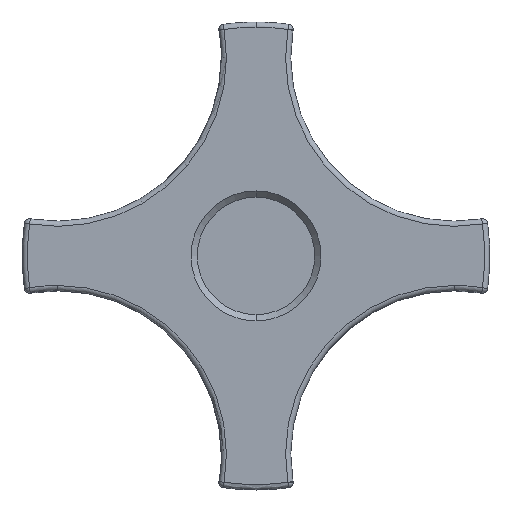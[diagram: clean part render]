
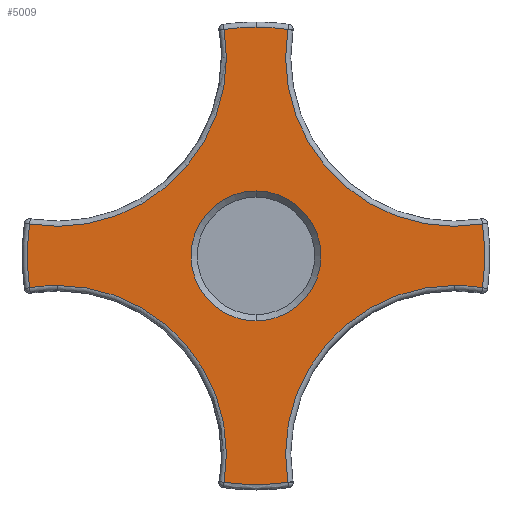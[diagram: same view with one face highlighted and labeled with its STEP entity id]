
A CAD part, top view. The second image highlights one B-rep face of the part: STEP entity #5009.
In plain terms, the highlighted planar face has unit normal (0, 0, 1).
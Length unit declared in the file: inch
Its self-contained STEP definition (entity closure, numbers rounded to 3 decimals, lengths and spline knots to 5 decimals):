
#37 = ORIENTED_EDGE ( 'NONE', *, *, #237, .T. ) ;
#55 = ORIENTED_EDGE ( 'NONE', *, *, #5206, .T. ) ;
#94 = EDGE_CURVE ( 'NONE', #5392, #5184, #6004, .T. ) ;
#103 = ORIENTED_EDGE ( 'NONE', *, *, #94, .T. ) ;
#237 = EDGE_CURVE ( 'NONE', #5182, #5460, #6321, .T. ) ;
#410 = DIRECTION ( 'NONE',  ( 0., 1., 0. ) ) ;
#411 = DIRECTION ( 'NONE',  ( 0., 0., -1. ) ) ;
#412 = CARTESIAN_POINT ( 'NONE',  ( 0., 1.125, 1.5 ) ) ;
#413 = AXIS2_PLACEMENT_3D ( 'NONE', #412, #411, #410 ) ;
#414 = PLANE ( 'NONE',  #413 ) ;
#415 = FACE_BOUND ( 'NONE', #5454, .T. ) ;
#416 = FACE_OUTER_BOUND ( 'NONE', #5002, .T. ) ;
#423 = DIRECTION ( 'NONE',  ( 0., 1., 0. ) ) ;
#424 = DIRECTION ( 'NONE',  ( 0., 0., -1. ) ) ;
#425 = CARTESIAN_POINT ( 'NONE',  ( 0.95459, 0.95459, 1.5 ) ) ;
#426 = AXIS2_PLACEMENT_3D ( 'NONE', #425, #424, #423 ) ;
#427 = CIRCLE ( 'NONE', #426, 0.8125 ) ;
#835 = CARTESIAN_POINT ( 'NONE',  ( 0.15333, -1.08926, 1.5 ) ) ;
#842 = CARTESIAN_POINT ( 'NONE',  ( 0.95459, -0.14209, 1.5 ) ) ;
#905 = DIRECTION ( 'NONE',  ( 0., 1., 0. ) ) ;
#906 = DIRECTION ( 'NONE',  ( 0., 0., -1. ) ) ;
#907 = CARTESIAN_POINT ( 'NONE',  ( 0.95459, -0.95459, 1.5 ) ) ;
#908 = AXIS2_PLACEMENT_3D ( 'NONE', #907, #906, #905 ) ;
#909 = CIRCLE ( 'NONE', #908, 0.8125 ) ;
#1274 = CARTESIAN_POINT ( 'NONE',  ( -1.08926, 0.15333, 1.5 ) ) ;
#1275 = CARTESIAN_POINT ( 'NONE',  ( -0.15333, -1.08926, 1.5 ) ) ;
#1276 = DIRECTION ( 'NONE',  ( 0., 1., 0. ) ) ;
#1277 = DIRECTION ( 'NONE',  ( 0., 0., 1. ) ) ;
#1278 = CARTESIAN_POINT ( 'NONE',  ( 0., 0., 1.5 ) ) ;
#1279 = AXIS2_PLACEMENT_3D ( 'NONE', #1278, #1277, #1276 ) ;
#1284 = CIRCLE ( 'NONE', #1279, 1.1 ) ;
#1317 = CARTESIAN_POINT ( 'NONE',  ( 1.08926, 0.15333, 1.5 ) ) ;
#1318 = DIRECTION ( 'NONE',  ( 0., 1., 0. ) ) ;
#1319 = DIRECTION ( 'NONE',  ( 0., 0., -1. ) ) ;
#1320 = AXIS2_PLACEMENT_3D ( 'NONE', #1326, #1319, #1318 ) ;
#1321 = CIRCLE ( 'NONE', #1320, 0.8125 ) ;
#1326 = CARTESIAN_POINT ( 'NONE',  ( -0.95459, 0.95459, 1.5 ) ) ;
#1329 = DIRECTION ( 'NONE',  ( 0., 1., 0. ) ) ;
#1330 = DIRECTION ( 'NONE',  ( 0., 0., -1. ) ) ;
#1331 = CARTESIAN_POINT ( 'NONE',  ( -0.95459, -0.95459, 1.5 ) ) ;
#1332 = AXIS2_PLACEMENT_3D ( 'NONE', #1331, #1330, #1329 ) ;
#1333 = CIRCLE ( 'NONE', #1332, 0.8125 ) ;
#1349 = DIRECTION ( 'NONE',  ( 0., 1., 0. ) ) ;
#1350 = DIRECTION ( 'NONE',  ( 0., 0., 1. ) ) ;
#1351 = CARTESIAN_POINT ( 'NONE',  ( 0., 0., 1.5 ) ) ;
#1352 = AXIS2_PLACEMENT_3D ( 'NONE', #1351, #1350, #1349 ) ;
#1353 = CIRCLE ( 'NONE', #1352, 1.1 ) ;
#1449 = CARTESIAN_POINT ( 'NONE',  ( 1.08926, -0.15333, 1.5 ) ) ;
#1450 = DIRECTION ( 'NONE',  ( 0., 1., 0. ) ) ;
#1451 = DIRECTION ( 'NONE',  ( 0., 0., 1. ) ) ;
#1452 = CARTESIAN_POINT ( 'NONE',  ( 0., 0., 1.5 ) ) ;
#1453 = AXIS2_PLACEMENT_3D ( 'NONE', #1452, #1451, #1450 ) ;
#1454 = CIRCLE ( 'NONE', #1453, 1.1 ) ;
#1466 = DIRECTION ( 'NONE',  ( 0., -1., 0. ) ) ;
#1467 = DIRECTION ( 'NONE',  ( 0., 0., 1. ) ) ;
#1468 = CARTESIAN_POINT ( 'NONE',  ( 0., 0., 1.5 ) ) ;
#1469 = AXIS2_PLACEMENT_3D ( 'NONE', #1468, #1467, #1466 ) ;
#1470 = CIRCLE ( 'NONE', #1469, 0.3125 ) ;
#2962 = DIRECTION ( 'NONE',  ( 0., -1., 0. ) ) ;
#2963 = DIRECTION ( 'NONE',  ( 0., 0., 1. ) ) ;
#2964 = CARTESIAN_POINT ( 'NONE',  ( 0., 0., 1.5 ) ) ;
#2965 = AXIS2_PLACEMENT_3D ( 'NONE', #2964, #2963, #2962 ) ;
#2966 = CIRCLE ( 'NONE', #2965, 0.3125 ) ;
#2973 = CARTESIAN_POINT ( 'NONE',  ( 0., 0.3125, 1.5 ) ) ;
#3170 = CARTESIAN_POINT ( 'NONE',  ( 0., -0.3125, 1.5 ) ) ;
#4102 = CARTESIAN_POINT ( 'NONE',  ( -0.15333, 1.08926, 1.5 ) ) ;
#4107 = CARTESIAN_POINT ( 'NONE',  ( 0., 1.1, 1.5 ) ) ;
#4361 = EDGE_CURVE ( 'NONE', #8660, #8665, #6859, .T. ) ;
#4388 = VERTEX_POINT ( 'NONE', #6865 ) ;
#4399 = EDGE_CURVE ( 'NONE', #4388, #4404, #6914, .T. ) ;
#4404 = VERTEX_POINT ( 'NONE', #6899 ) ;
#4604 = VERTEX_POINT ( 'NONE', #7355 ) ;
#5002 = EDGE_LOOP ( 'NONE', ( #5008, #5403, #5408, #5411, #5394, #5389, #5401, #103, #55, #37, #5459 ) ) ;
#5005 = EDGE_CURVE ( 'NONE', #5404, #4604, #427, .T. ) ;
#5008 = ORIENTED_EDGE ( 'NONE', *, *, #5005, .T. ) ;
#5009 = ADVANCED_FACE ( 'NONE', ( #416, #415 ), #414, .F. ) ;
#5182 = VERTEX_POINT ( 'NONE', #842 ) ;
#5184 = VERTEX_POINT ( 'NONE', #835 ) ;
#5206 = EDGE_CURVE ( 'NONE', #5184, #5182, #909, .T. ) ;
#5389 = ORIENTED_EDGE ( 'NONE', *, *, #4399, .T. ) ;
#5391 = EDGE_CURVE ( 'NONE', #5395, #4388, #1284, .T. ) ;
#5392 = VERTEX_POINT ( 'NONE', #1275 ) ;
#5394 = ORIENTED_EDGE ( 'NONE', *, *, #5391, .T. ) ;
#5395 = VERTEX_POINT ( 'NONE', #1274 ) ;
#5398 = EDGE_CURVE ( 'NONE', #4404, #5392, #1333, .T. ) ;
#5400 = EDGE_CURVE ( 'NONE', #8665, #5395, #1321, .T. ) ;
#5401 = ORIENTED_EDGE ( 'NONE', *, *, #5398, .T. ) ;
#5403 = ORIENTED_EDGE ( 'NONE', *, *, #5407, .T. ) ;
#5404 = VERTEX_POINT ( 'NONE', #1317 ) ;
#5407 = EDGE_CURVE ( 'NONE', #4604, #8660, #1353, .T. ) ;
#5408 = ORIENTED_EDGE ( 'NONE', *, *, #4361, .T. ) ;
#5411 = ORIENTED_EDGE ( 'NONE', *, *, #5400, .T. ) ;
#5450 = ORIENTED_EDGE ( 'NONE', *, *, #5784, .F. ) ;
#5452 = EDGE_CURVE ( 'NONE', #5857, #5780, #1470, .T. ) ;
#5454 = EDGE_LOOP ( 'NONE', ( #5455, #5450 ) ) ;
#5455 = ORIENTED_EDGE ( 'NONE', *, *, #5452, .F. ) ;
#5458 = EDGE_CURVE ( 'NONE', #5460, #5404, #1454, .T. ) ;
#5459 = ORIENTED_EDGE ( 'NONE', *, *, #5458, .T. ) ;
#5460 = VERTEX_POINT ( 'NONE', #1449 ) ;
#5780 = VERTEX_POINT ( 'NONE', #2973 ) ;
#5784 = EDGE_CURVE ( 'NONE', #5780, #5857, #2966, .T. ) ;
#5857 = VERTEX_POINT ( 'NONE', #3170 ) ;
#6000 = DIRECTION ( 'NONE',  ( 0., 1., 0. ) ) ;
#6001 = DIRECTION ( 'NONE',  ( 0., 0., 1. ) ) ;
#6002 = CARTESIAN_POINT ( 'NONE',  ( 0., 0., 1.5 ) ) ;
#6003 = AXIS2_PLACEMENT_3D ( 'NONE', #6002, #6001, #6000 ) ;
#6004 = CIRCLE ( 'NONE', #6003, 1.1 ) ;
#6317 = DIRECTION ( 'NONE',  ( 0., 1., 0. ) ) ;
#6318 = DIRECTION ( 'NONE',  ( 0., 0., -1. ) ) ;
#6319 = CARTESIAN_POINT ( 'NONE',  ( 0.95459, -0.95459, 1.5 ) ) ;
#6320 = AXIS2_PLACEMENT_3D ( 'NONE', #6319, #6318, #6317 ) ;
#6321 = CIRCLE ( 'NONE', #6320, 0.8125 ) ;
#6855 = DIRECTION ( 'NONE',  ( 0., 1., 0. ) ) ;
#6856 = DIRECTION ( 'NONE',  ( 0., 0., 1. ) ) ;
#6857 = CARTESIAN_POINT ( 'NONE',  ( 0., 0., 1.5 ) ) ;
#6858 = AXIS2_PLACEMENT_3D ( 'NONE', #6857, #6856, #6855 ) ;
#6859 = CIRCLE ( 'NONE', #6858, 1.1 ) ;
#6865 = CARTESIAN_POINT ( 'NONE',  ( -1.08926, -0.15333, 1.5 ) ) ;
#6899 = CARTESIAN_POINT ( 'NONE',  ( -0.95459, -0.14209, 1.5 ) ) ;
#6910 = DIRECTION ( 'NONE',  ( 0., 1., 0. ) ) ;
#6911 = DIRECTION ( 'NONE',  ( 0., 0., -1. ) ) ;
#6912 = CARTESIAN_POINT ( 'NONE',  ( -0.95459, -0.95459, 1.5 ) ) ;
#6913 = AXIS2_PLACEMENT_3D ( 'NONE', #6912, #6911, #6910 ) ;
#6914 = CIRCLE ( 'NONE', #6913, 0.8125 ) ;
#7355 = CARTESIAN_POINT ( 'NONE',  ( 0.15333, 1.08926, 1.5 ) ) ;
#8660 = VERTEX_POINT ( 'NONE', #4107 ) ;
#8665 = VERTEX_POINT ( 'NONE', #4102 ) ;
